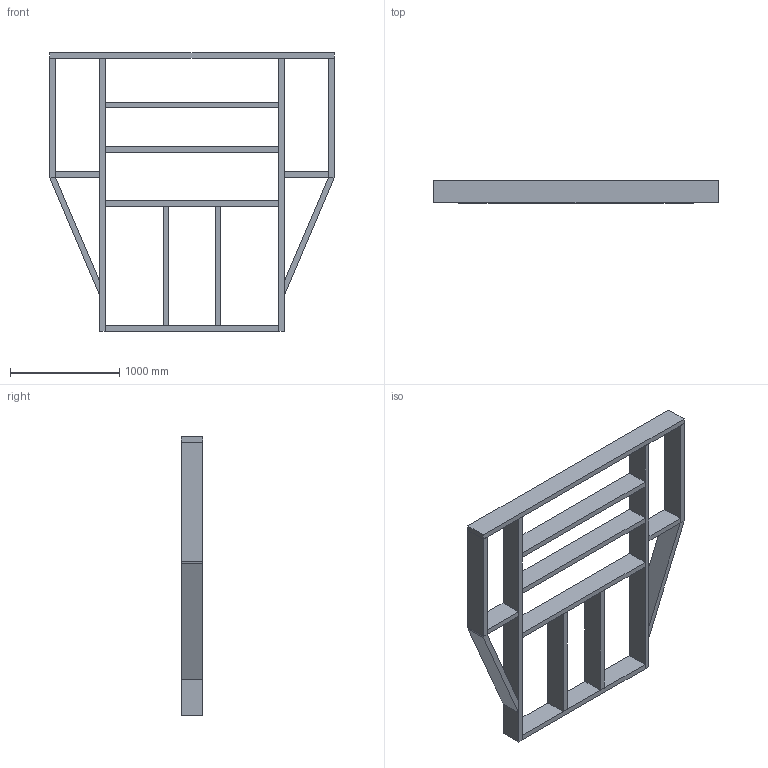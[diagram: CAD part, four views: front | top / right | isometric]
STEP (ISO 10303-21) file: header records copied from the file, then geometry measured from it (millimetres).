
FILE_DESCRIPTION(/* description */ (''),/* implementation_level */ '2;1');
FILE_NAME(/* name */ 'Floor_Base.step',/* time_stamp */ '2023-08-04T19:41:59+02:00',/* author */ (''),/* organization */ (''),/* preprocessor_version */ 'ST-DEVELOPER v20',/* originating_system */ 'Autodesk Translation Framework v12.9.0.99',/* authorisation */ '');
FILE_SCHEMA (('AUTOMOTIVE_DESIGN { 1 0 10303 214 3 1 1 }'));
Length unit declared in the file: millimetre
Products named in the file (15): Floor_Base; RIGHT; LEFT; BACK ; LEFT_LEFT; RIGHT_RIGHT; LITLTED_LEFT; LITLTED_RIGHT; PEDESTAL_ROW ; FRONT_3; PEDALS_LEFT; PEDALS_LEFT (1); BACK_2; LEFT_SOSTEGNO; LEFT_SOSTEGNO (1)
Assembly tree (15 placements, depth 2):
  Floor_Base
    RIGHT
    LEFT
    BACK 
    LEFT_LEFT
    RIGHT_RIGHT
    LITLTED_LEFT
    LITLTED_RIGHT
    PEDESTAL_ROW   x2
    FRONT_3
    PEDALS_LEFT
    PEDALS_LEFT (1)
    BACK_2
    LEFT_SOSTEGNO
    LEFT_SOSTEGNO (1)
Bounding box: 2600 x 200 x 2550 mm (x, y, z)
Volume: 213504688.6 mm3; surface area: 11007010.3 mm2
Topology: 15 solids, 15 shells, 94 faces, 192 edges, 128 vertices
Faces by surface type: plane 94
Entity records: 2769 total; most frequent: CARTESIAN_POINT 418, DIRECTION 416, ORIENTED_EDGE 360, LINE 180, VECTOR 180, EDGE_CURVE 180, VERTEX_POINT 120, AXIS2_PLACEMENT_3D 118
